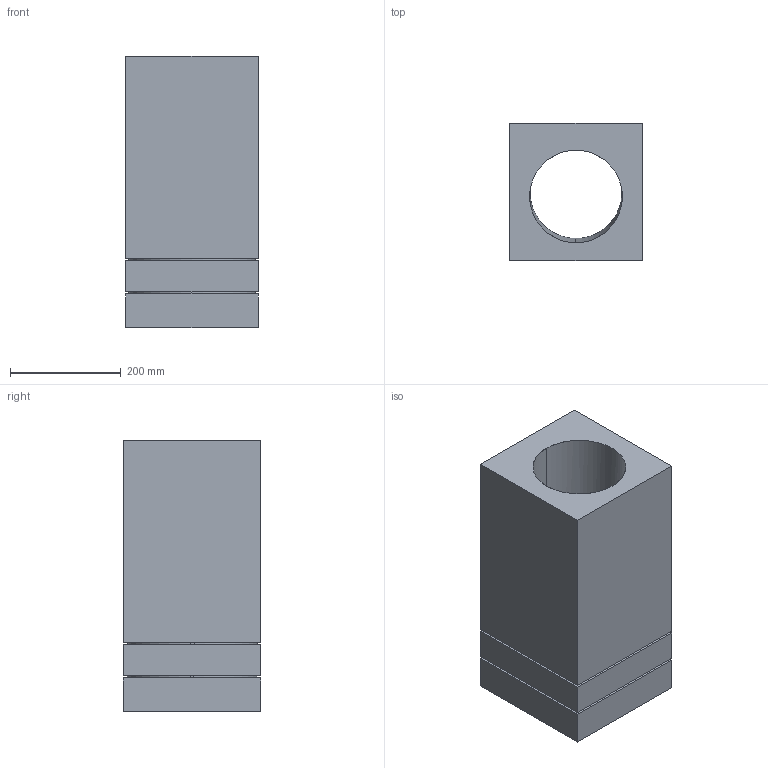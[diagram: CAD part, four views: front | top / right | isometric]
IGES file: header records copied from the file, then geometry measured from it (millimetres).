
Start section: SolidWorks IGES file using analytic representation for surfaces
Global section: file name: 0058.0168_MS 160 3D-Planungsdaten - 07.11.23.IGS; native system: SolidWorks 2021; preprocessor: SolidWorks 2021; author: bolli; date: 231107.122044; units: millimetre
Bounding box: 240 x 248 x 490 mm (x, y, z)
Surface area: 878036.4 mm2 (no closed solid volume)
Topology: 0 solids, 0 shells, 29 faces, 552 edges, 552 vertices
Faces by surface type: bspline 22, revolution 7
